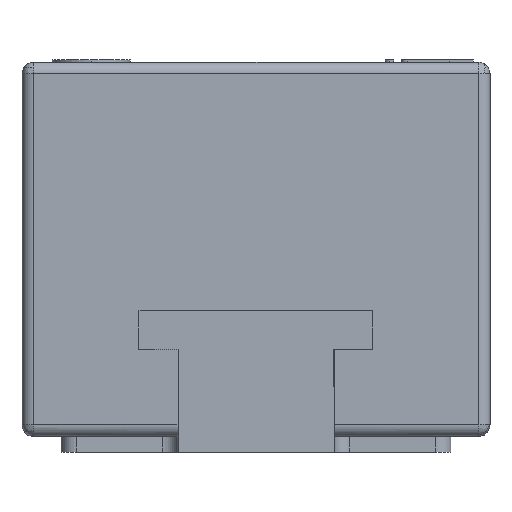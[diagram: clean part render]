
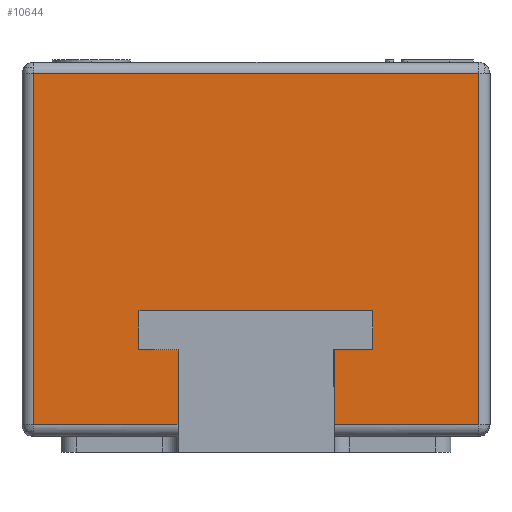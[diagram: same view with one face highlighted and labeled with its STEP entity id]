
A CAD part, left-side view. The second image highlights one B-rep face of the part: STEP entity #10644.
In plain terms, the highlighted planar face has unit normal (-1, 0, 0).
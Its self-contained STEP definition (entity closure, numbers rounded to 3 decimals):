
#110 = DIRECTION ( 'NONE',  ( 0., 0., 1. ) ) ;
#605 = ORIENTED_EDGE ( 'NONE', *, *, #6272, .T. ) ;
#651 = ORIENTED_EDGE ( 'NONE', *, *, #9846, .T. ) ;
#676 = CARTESIAN_POINT ( 'NONE',  ( -0.5, 0.285, 0. ) ) ;
#721 = AXIS2_PLACEMENT_3D ( 'NONE', #10625, #4682, #11631 ) ;
#925 = CARTESIAN_POINT ( 'NONE',  ( -0.5, 0.15, 0. ) ) ;
#944 = VECTOR ( 'NONE', #9960, 1000. ) ;
#1023 = CARTESIAN_POINT ( 'NONE',  ( -0.5, -0.15, 0.182 ) ) ;
#1080 = CARTESIAN_POINT ( 'NONE',  ( -0.5, -0.15, 0.132 ) ) ;
#1082 = CARTESIAN_POINT ( 'NONE',  ( -0.5, 0.15, 0.182 ) ) ;
#1349 = VECTOR ( 'NONE', #9706, 1000. ) ;
#1551 = VECTOR ( 'NONE', #1691, 1000. ) ;
#1656 = VECTOR ( 'NONE', #9475, 1000. ) ;
#1686 = CARTESIAN_POINT ( 'NONE',  ( -0.5, 0.1, 0.132 ) ) ;
#1691 = DIRECTION ( 'NONE',  ( 0., 0., -1. ) ) ;
#1883 = CARTESIAN_POINT ( 'NONE',  ( -0.5, 0.285, 0.485 ) ) ;
#2683 = EDGE_CURVE ( 'NONE', #6167, #8898, #7651, .T. ) ;
#2922 = ORIENTED_EDGE ( 'NONE', *, *, #3710, .F. ) ;
#3065 = CARTESIAN_POINT ( 'NONE',  ( -0.5, 0.15, 0.132 ) ) ;
#3211 = FACE_OUTER_BOUND ( 'NONE', #8490, .T. ) ;
#3587 = LINE ( 'NONE', #8866, #8533 ) ;
#3643 = LINE ( 'NONE', #5029, #944 ) ;
#3707 = VERTEX_POINT ( 'NONE', #1023 ) ;
#3710 = EDGE_CURVE ( 'NONE', #5490, #10291, #6980, .T. ) ;
#3855 = EDGE_CURVE ( 'NONE', #10769, #6167, #9507, .T. ) ;
#3866 = VERTEX_POINT ( 'NONE', #5722 ) ;
#3968 = DIRECTION ( 'NONE',  ( 0., 0., -1. ) ) ;
#3980 = VECTOR ( 'NONE', #110, 1000. ) ;
#4085 = EDGE_CURVE ( 'NONE', #5490, #10769, #9495, .T. ) ;
#4190 = LINE ( 'NONE', #7772, #11804 ) ;
#4305 = ORIENTED_EDGE ( 'NONE', *, *, #5006, .T. ) ;
#4682 = DIRECTION ( 'NONE',  ( -1., 0., 0. ) ) ;
#5006 = EDGE_CURVE ( 'NONE', #8898, #11456, #3587, .T. ) ;
#5028 = VECTOR ( 'NONE', #6822, 1000. ) ;
#5029 = CARTESIAN_POINT ( 'NONE',  ( -0.5, 0.3, 0.182 ) ) ;
#5151 = CARTESIAN_POINT ( 'NONE',  ( -0.5, -0.285, 0. ) ) ;
#5327 = CARTESIAN_POINT ( 'NONE',  ( -0.5, -0.285, 0.035 ) ) ;
#5490 = VERTEX_POINT ( 'NONE', #1883 ) ;
#5510 = EDGE_CURVE ( 'NONE', #3866, #11087, #11349, .T. ) ;
#5622 = VERTEX_POINT ( 'NONE', #1080 ) ;
#5629 = PLANE ( 'NONE',  #721 ) ;
#5722 = CARTESIAN_POINT ( 'NONE',  ( -0.5, -0.1, 0.035 ) ) ;
#5899 = DIRECTION ( 'NONE',  ( 0., -1., 0. ) ) ;
#5956 = CARTESIAN_POINT ( 'NONE',  ( -0.5, 0.3, 0.035 ) ) ;
#6013 = DIRECTION ( 'NONE',  ( 0., 1., 0. ) ) ;
#6167 = VERTEX_POINT ( 'NONE', #12457 ) ;
#6210 = CARTESIAN_POINT ( 'NONE',  ( -0.5, 0.3, 0.035 ) ) ;
#6272 = EDGE_CURVE ( 'NONE', #5622, #10853, #11984, .T. ) ;
#6467 = ORIENTED_EDGE ( 'NONE', *, *, #9913, .T. ) ;
#6651 = LINE ( 'NONE', #6915, #11970 ) ;
#6822 = DIRECTION ( 'NONE',  ( 0., 0., 1. ) ) ;
#6879 = VECTOR ( 'NONE', #5899, 1000. ) ;
#6915 = CARTESIAN_POINT ( 'NONE',  ( -0.5, -0.1, 0. ) ) ;
#6929 = LINE ( 'NONE', #5151, #3980 ) ;
#6980 = LINE ( 'NONE', #7024, #1656 ) ;
#7024 = CARTESIAN_POINT ( 'NONE',  ( -0.5, 0.15, 0.485 ) ) ;
#7051 = CARTESIAN_POINT ( 'NONE',  ( -0.5, 0.1, 0. ) ) ;
#7228 = ORIENTED_EDGE ( 'NONE', *, *, #11526, .T. ) ;
#7614 = ORIENTED_EDGE ( 'NONE', *, *, #2683, .T. ) ;
#7651 = LINE ( 'NONE', #7051, #5028 ) ;
#7713 = ORIENTED_EDGE ( 'NONE', *, *, #3855, .T. ) ;
#7772 = CARTESIAN_POINT ( 'NONE',  ( -0.5, -0.15, 0. ) ) ;
#7966 = CARTESIAN_POINT ( 'NONE',  ( -0.5, -0.1, 0.132 ) ) ;
#8450 = ORIENTED_EDGE ( 'NONE', *, *, #5510, .T. ) ;
#8490 = EDGE_LOOP ( 'NONE', ( #11452, #7713, #7614, #4305, #651, #11182, #10845, #605, #6467, #8450, #7228, #2922 ) ) ;
#8533 = VECTOR ( 'NONE', #6013, 1000. ) ;
#8701 = VECTOR ( 'NONE', #12863, 1000. ) ;
#8703 = CARTESIAN_POINT ( 'NONE',  ( -0.5, 0.3, 0.132 ) ) ;
#8778 = DIRECTION ( 'NONE',  ( 0., 0., -1. ) ) ;
#8848 = CARTESIAN_POINT ( 'NONE',  ( -0.5, -0.285, 0.485 ) ) ;
#8866 = CARTESIAN_POINT ( 'NONE',  ( -0.5, 0.3, 0.132 ) ) ;
#8898 = VERTEX_POINT ( 'NONE', #1686 ) ;
#9475 = DIRECTION ( 'NONE',  ( 0., -1., 0. ) ) ;
#9495 = LINE ( 'NONE', #676, #1551 ) ;
#9507 = LINE ( 'NONE', #6210, #6879 ) ;
#9653 = VERTEX_POINT ( 'NONE', #1082 ) ;
#9706 = DIRECTION ( 'NONE',  ( 0., 1., 0. ) ) ;
#9740 = EDGE_CURVE ( 'NONE', #3707, #5622, #4190, .T. ) ;
#9846 = EDGE_CURVE ( 'NONE', #11456, #9653, #10540, .T. ) ;
#9913 = EDGE_CURVE ( 'NONE', #10853, #3866, #6651, .T. ) ;
#9960 = DIRECTION ( 'NONE',  ( 0., -1., 0. ) ) ;
#10291 = VERTEX_POINT ( 'NONE', #8848 ) ;
#10540 = LINE ( 'NONE', #925, #12894 ) ;
#10625 = CARTESIAN_POINT ( 'NONE',  ( -0.5, 0.3, 0. ) ) ;
#10644 = ADVANCED_FACE ( 'NONE', ( #3211 ), #5629, .T. ) ;
#10769 = VERTEX_POINT ( 'NONE', #12805 ) ;
#10845 = ORIENTED_EDGE ( 'NONE', *, *, #9740, .T. ) ;
#10853 = VERTEX_POINT ( 'NONE', #7966 ) ;
#10872 = DIRECTION ( 'NONE',  ( 0., 0., 1. ) ) ;
#11087 = VERTEX_POINT ( 'NONE', #5327 ) ;
#11182 = ORIENTED_EDGE ( 'NONE', *, *, #12409, .T. ) ;
#11349 = LINE ( 'NONE', #5956, #8701 ) ;
#11452 = ORIENTED_EDGE ( 'NONE', *, *, #4085, .T. ) ;
#11456 = VERTEX_POINT ( 'NONE', #3065 ) ;
#11526 = EDGE_CURVE ( 'NONE', #11087, #10291, #6929, .T. ) ;
#11631 = DIRECTION ( 'NONE',  ( 0., 0., 1. ) ) ;
#11804 = VECTOR ( 'NONE', #8778, 1000. ) ;
#11970 = VECTOR ( 'NONE', #3968, 1000. ) ;
#11984 = LINE ( 'NONE', #8703, #1349 ) ;
#12409 = EDGE_CURVE ( 'NONE', #9653, #3707, #3643, .T. ) ;
#12457 = CARTESIAN_POINT ( 'NONE',  ( -0.5, 0.1, 0.035 ) ) ;
#12805 = CARTESIAN_POINT ( 'NONE',  ( -0.5, 0.285, 0.035 ) ) ;
#12863 = DIRECTION ( 'NONE',  ( 0., -1., 0. ) ) ;
#12894 = VECTOR ( 'NONE', #10872, 1000. ) ;
